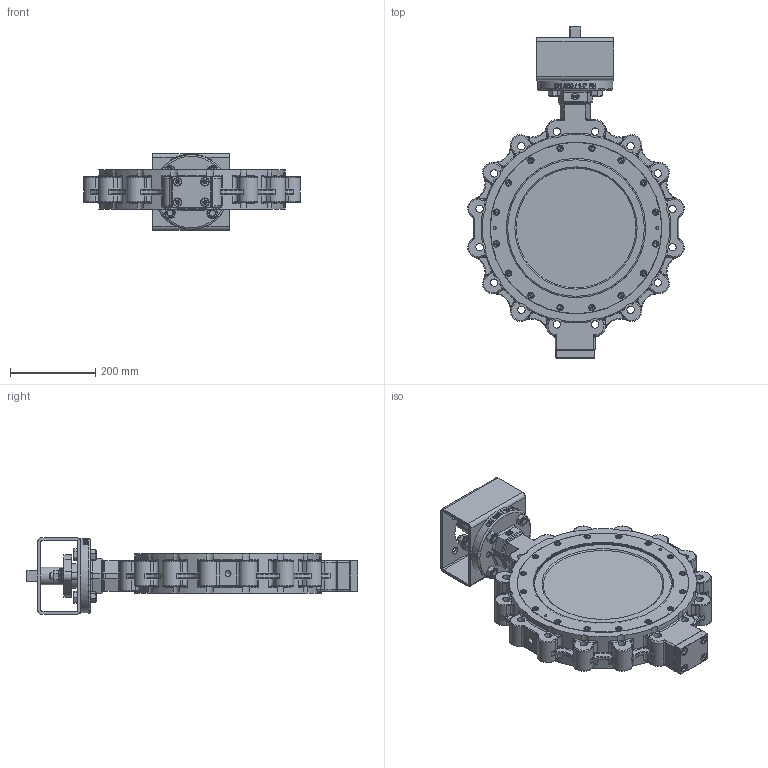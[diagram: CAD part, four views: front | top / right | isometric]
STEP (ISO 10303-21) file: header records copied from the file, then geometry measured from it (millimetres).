
FILE_DESCRIPTION((''),'2;1');
FILE_NAME('HP114 DN350-01.stp','2008-11-06T10:14:57',('hellwig'),(''),'Autodesk Inventor 2008','Autodesk Inventor 2008','');
FILE_SCHEMA(('AUTOMOTIVE_DESIGN { 1 0 10303 214 1 1 1 1 }'));
Length unit declared in the file: millimetre
Products named in the file (1): Bauteil20
Bounding box: 506.9 x 776.75 x 180 mm (x, y, z)
Volume: 12232333.4 mm3; surface area: 1415109.3 mm2
Topology: 7 solids, 58 shells, 2419 faces, 5880 edges, 3525 vertices
Faces by surface type: plane 718, bspline 669, cylinder 640, cone 190, torus 177, sphere 25
Full cylindrical faces by diameter (mm): 6 x4, 8 x16, 12 x4, 13 x16, 13.835 x1, 14 x3, 14.2 x3, 14.917 x4, 16 x12, 17.5 x2, 18 x12, 18.3 x12, 22 x4, 35.5 x12, 42 x2, 42.05 x6, 42.2 x5, 45 x1, 45.2 x1, 47.5 x1, 48 x1, 48.3 x1, 54.9 x1, 55 x2, 55.5 x1, 57.8 x1, 57.9 x1, 58 x2, 100.1 x1, 175 x1
Entity records: 105350 total; most frequent: CARTESIAN_POINT 53403, ORIENTED_EDGE 10176, DIRECTION 9854, EDGE_CURVE 5088, AXIS2_PLACEMENT_3D 4073, VERTEX_POINT 3336, EDGE_LOOP 3120, FACE_OUTER_BOUND 2419
